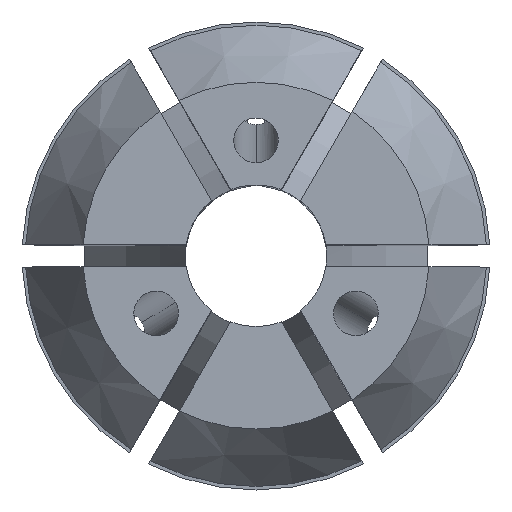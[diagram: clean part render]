
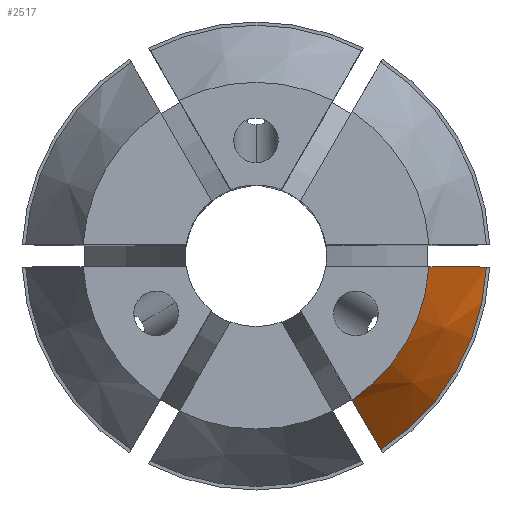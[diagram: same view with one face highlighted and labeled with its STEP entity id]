
A CAD part, top view. The second image highlights one B-rep face of the part: STEP entity #2517.
In plain terms, the highlighted conical face has half-angle 30 degrees and reference radius 10.35 mm.
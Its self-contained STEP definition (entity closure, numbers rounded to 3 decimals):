
#150 = CIRCLE ( 'NONE', #1346, 10.35 ) ;
#317 = B_SPLINE_CURVE_WITH_KNOTS ( 'NONE', 3,
 ( #508, #1417, #3226, #520 ),
 .UNSPECIFIED., .F., .F.,
 ( 4, 4 ),
 ( 0., 0.005 ),
 .UNSPECIFIED. ) ;
#508 = CARTESIAN_POINT ( 'NONE',  ( 4.314, -6.472, 31.5 ) ) ;
#520 = CARTESIAN_POINT ( 'NONE',  ( 5.602, -8.703, 27.046 ) ) ;
#550 = ORIENTED_EDGE ( 'NONE', *, *, #3289, .T. ) ;
#653 = VERTEX_POINT ( 'NONE', #3088 ) ;
#674 = CIRCLE ( 'NONE', #3498, 7.778 ) ;
#752 = ORIENTED_EDGE ( 'NONE', *, *, #814, .T. ) ;
#757 = CARTESIAN_POINT ( 'NONE',  ( 9.48, -0.5, 28.531 ) ) ;
#814 = EDGE_CURVE ( 'NONE', #2762, #2051, #317, .T. ) ;
#903 = CARTESIAN_POINT ( 'NONE',  ( 0., 0., 31.5 ) ) ;
#1021 = AXIS2_PLACEMENT_3D ( 'NONE', #3213, #1077, #2621 ) ;
#1072 = CARTESIAN_POINT ( 'NONE',  ( 7.762, -0.5, 31.5 ) ) ;
#1077 = DIRECTION ( 'NONE',  ( 0., 0., -1. ) ) ;
#1210 = DIRECTION ( 'NONE',  ( -1., 0., 0. ) ) ;
#1346 = AXIS2_PLACEMENT_3D ( 'NONE', #2103, #3382, #2386 ) ;
#1417 = CARTESIAN_POINT ( 'NONE',  ( 4.744, -7.216, 30.016 ) ) ;
#1622 = EDGE_CURVE ( 'NONE', #653, #2051, #150, .T. ) ;
#1661 = CONICAL_SURFACE ( 'NONE', #1021, 10.35, 0.524 ) ;
#1739 = EDGE_LOOP ( 'NONE', ( #550, #752, #3687, #2768 ) ) ;
#1851 = CARTESIAN_POINT ( 'NONE',  ( 7.762, -0.5, 31.5 ) ) ;
#2051 = VERTEX_POINT ( 'NONE', #3262 ) ;
#2103 = CARTESIAN_POINT ( 'NONE',  ( 0., 0., 27.046 ) ) ;
#2239 = CARTESIAN_POINT ( 'NONE',  ( 10.338, -0.5, 27.046 ) ) ;
#2341 = B_SPLINE_CURVE_WITH_KNOTS ( 'NONE', 3,
 ( #2239, #757, #3157, #1072 ),
 .UNSPECIFIED., .F., .F.,
 ( 4, 4 ),
 ( 0.015, 0.02 ),
 .UNSPECIFIED. ) ;
#2386 = DIRECTION ( 'NONE',  ( -1., 0., 0. ) ) ;
#2517 = ADVANCED_FACE ( 'NONE', ( #2594 ), #1661, .T. ) ;
#2594 = FACE_OUTER_BOUND ( 'NONE', #1739, .T. ) ;
#2621 = DIRECTION ( 'NONE',  ( -1., 0., 0. ) ) ;
#2762 = VERTEX_POINT ( 'NONE', #3133 ) ;
#2768 = ORIENTED_EDGE ( 'NONE', *, *, #2776, .T. ) ;
#2776 = EDGE_CURVE ( 'NONE', #653, #2951, #2341, .T. ) ;
#2951 = VERTEX_POINT ( 'NONE', #1851 ) ;
#3019 = DIRECTION ( 'NONE',  ( 0., 0., -1. ) ) ;
#3088 = CARTESIAN_POINT ( 'NONE',  ( 10.338, -0.5, 27.046 ) ) ;
#3133 = CARTESIAN_POINT ( 'NONE',  ( 4.314, -6.472, 31.5 ) ) ;
#3157 = CARTESIAN_POINT ( 'NONE',  ( 8.621, -0.5, 30.016 ) ) ;
#3213 = CARTESIAN_POINT ( 'NONE',  ( 0., 0., 27.046 ) ) ;
#3226 = CARTESIAN_POINT ( 'NONE',  ( 5.173, -7.96, 28.531 ) ) ;
#3262 = CARTESIAN_POINT ( 'NONE',  ( 5.602, -8.703, 27.046 ) ) ;
#3289 = EDGE_CURVE ( 'NONE', #2951, #2762, #674, .T. ) ;
#3382 = DIRECTION ( 'NONE',  ( 0., 0., -1. ) ) ;
#3498 = AXIS2_PLACEMENT_3D ( 'NONE', #903, #3019, #1210 ) ;
#3687 = ORIENTED_EDGE ( 'NONE', *, *, #1622, .F. ) ;
